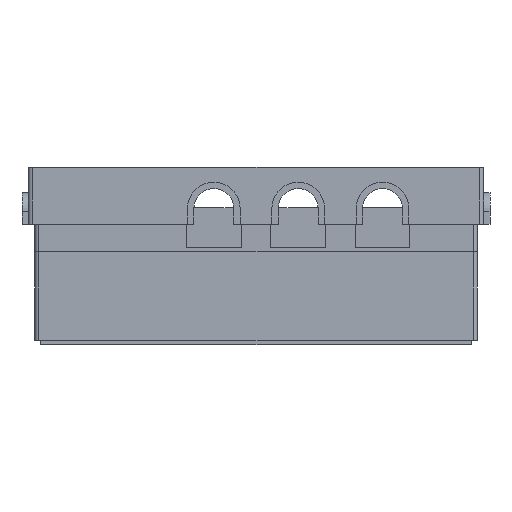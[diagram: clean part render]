
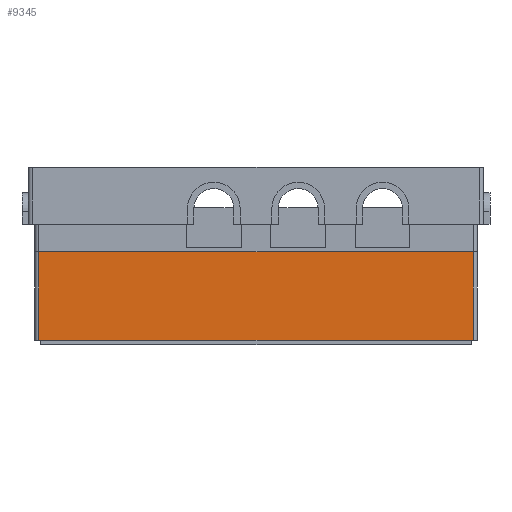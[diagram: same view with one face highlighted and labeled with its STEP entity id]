
A CAD part, front view. The second image highlights one B-rep face of the part: STEP entity #9345.
In plain terms, the highlighted planar face has unit normal (0, -1, 0).
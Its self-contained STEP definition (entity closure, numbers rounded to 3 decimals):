
#221 = FACE_OUTER_BOUND ( 'NONE', #5652, .T. ) ;
#488 = LINE ( 'NONE', #7061, #9768 ) ;
#620 = ORIENTED_EDGE ( 'NONE', *, *, #3695, .T. ) ;
#661 = EDGE_CURVE ( 'NONE', #4786, #5814, #5870, .T. ) ;
#721 = VECTOR ( 'NONE', #6151, 1000. ) ;
#725 = LINE ( 'NONE', #6136, #721 ) ;
#912 = ORIENTED_EDGE ( 'NONE', *, *, #661, .T. ) ;
#1369 = AXIS2_PLACEMENT_3D ( 'NONE', #4063, #3993, #3970 ) ;
#1416 = CARTESIAN_POINT ( 'NONE',  ( 51.5, -36.5, 0. ) ) ;
#1502 = VERTEX_POINT ( 'NONE', #3095 ) ;
#2791 = DIRECTION ( 'NONE',  ( 1., 0., 0. ) ) ;
#2804 = CARTESIAN_POINT ( 'NONE',  ( -52.5, -36.5, 0. ) ) ;
#3068 = ORIENTED_EDGE ( 'NONE', *, *, #5593, .F. ) ;
#3095 = CARTESIAN_POINT ( 'NONE',  ( 51.5, -36.5, 21. ) ) ;
#3695 = EDGE_CURVE ( 'NONE', #7755, #4786, #725, .T. ) ;
#3887 = VECTOR ( 'NONE', #2791, 1000. ) ;
#3970 = DIRECTION ( 'NONE',  ( 0., 0., 1. ) ) ;
#3993 = DIRECTION ( 'NONE',  ( 0., 1., 0. ) ) ;
#4009 = PLANE ( 'NONE',  #1369 ) ;
#4063 = CARTESIAN_POINT ( 'NONE',  ( -52.5, -36.5, 21. ) ) ;
#4147 = LINE ( 'NONE', #5448, #4544 ) ;
#4544 = VECTOR ( 'NONE', #5760, 1000. ) ;
#4786 = VERTEX_POINT ( 'NONE', #8441 ) ;
#5073 = CARTESIAN_POINT ( 'NONE',  ( -51.5, -36.5, 21. ) ) ;
#5448 = CARTESIAN_POINT ( 'NONE',  ( 51.5, -36.5, 21. ) ) ;
#5593 = EDGE_CURVE ( 'NONE', #7755, #1502, #488, .T. ) ;
#5652 = EDGE_LOOP ( 'NONE', ( #3068, #620, #912, #9482 ) ) ;
#5760 = DIRECTION ( 'NONE',  ( 0., 0., 1. ) ) ;
#5814 = VERTEX_POINT ( 'NONE', #1416 ) ;
#5870 = LINE ( 'NONE', #2804, #3887 ) ;
#6136 = CARTESIAN_POINT ( 'NONE',  ( -51.5, -36.5, 21. ) ) ;
#6151 = DIRECTION ( 'NONE',  ( 0., 0., -1. ) ) ;
#7061 = CARTESIAN_POINT ( 'NONE',  ( -52.5, -36.5, 21. ) ) ;
#7235 = DIRECTION ( 'NONE',  ( 1., 0., 0. ) ) ;
#7755 = VERTEX_POINT ( 'NONE', #5073 ) ;
#8237 = EDGE_CURVE ( 'NONE', #5814, #1502, #4147, .T. ) ;
#8441 = CARTESIAN_POINT ( 'NONE',  ( -51.5, -36.5, 0. ) ) ;
#9345 = ADVANCED_FACE ( 'NONE', ( #221 ), #4009, .F. ) ;
#9482 = ORIENTED_EDGE ( 'NONE', *, *, #8237, .T. ) ;
#9768 = VECTOR ( 'NONE', #7235, 1000. ) ;
